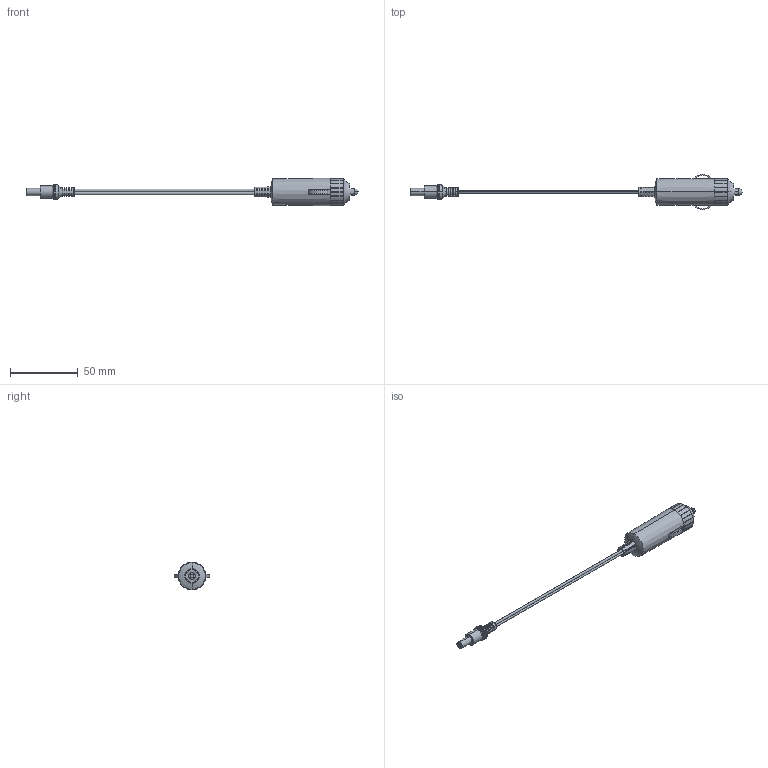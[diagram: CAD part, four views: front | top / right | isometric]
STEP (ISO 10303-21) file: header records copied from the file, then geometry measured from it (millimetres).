
FILE_DESCRIPTION (( 'STEP AP214' ), '1' );
FILE_NAME ('ZA5035.STEP', '2020-02-12T10:10:52', ( '' ), ( '' ), 'SwSTEP 2.0', 'SolidWorks 2017', '' );
FILE_SCHEMA (( 'AUTOMOTIVE_DESIGN' ));
Length unit declared in the file: millimetre
Products named in the file (1): ZA5035
Bounding box: 245.95 x 26.11 x 20.45 mm (x, y, z)
Volume: 20128.2 mm3; surface area: 8573.2 mm2
Topology: 10 solids, 10 shells, 321 faces, 883 edges, 564 vertices
Faces by surface type: plane 199, cylinder 73, cone 29, torus 18, sphere 2
Entity records: 14314 total; most frequent: CARTESIAN_POINT 2195, DIRECTION 1848, ORIENTED_EDGE 1762, EDGE_CURVE 881, AXIS2_PLACEMENT_3D 735, VERTEX_POINT 564, CIRCLE 413, LINE 378
